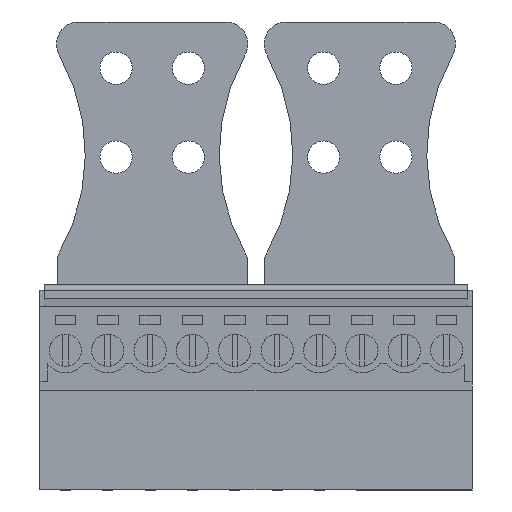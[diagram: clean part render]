
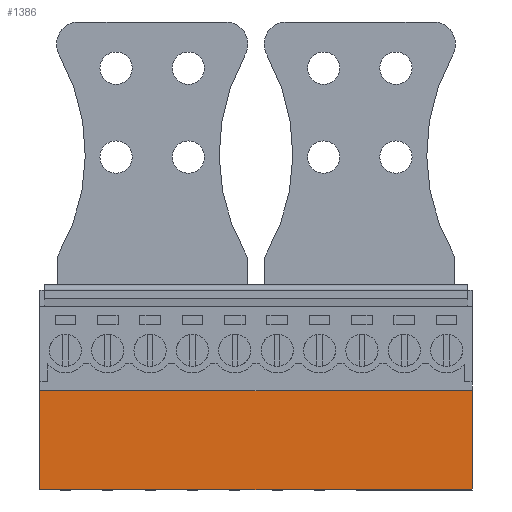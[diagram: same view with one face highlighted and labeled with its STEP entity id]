
A CAD part, front view. The second image highlights one B-rep face of the part: STEP entity #1386.
In plain terms, the highlighted planar face has unit normal (0, -1, 0).
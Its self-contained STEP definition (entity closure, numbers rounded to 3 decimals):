
#1366=AXIS2_PLACEMENT_3D('Plane Axis2P3D',#1363,#1364,#1365) ;
#70=CARTESIAN_POINT('Vertex',(38.89,0.66,8.95)) ;
#73=CARTESIAN_POINT('Line Origine',(38.89,0.66,4.475)) ;
#77=CARTESIAN_POINT('Vertex',(38.89,0.66,0.)) ;
#1347=CARTESIAN_POINT('Vertex',(0.,0.66,8.95)) ;
#1350=CARTESIAN_POINT('Line Origine',(19.445,0.66,8.95)) ;
#1363=CARTESIAN_POINT('Axis2P3D Location',(16.03,0.66,8.95)) ;
#1368=CARTESIAN_POINT('Line Origine',(0.,0.66,4.475)) ;
#1372=CARTESIAN_POINT('Vertex',(0.,0.66,0.)) ;
#1375=CARTESIAN_POINT('Line Origine',(19.445,0.66,0.)) ;
#74=DIRECTION('Vector Direction',(0.,0.,-1.)) ;
#1351=DIRECTION('Vector Direction',(-1.,0.,0.)) ;
#1364=DIRECTION('Axis2P3D Direction',(0.,1.,0.)) ;
#1365=DIRECTION('Axis2P3D XDirection',(-0.,0.,-1.)) ;
#1369=DIRECTION('Vector Direction',(0.,0.,-1.)) ;
#1376=DIRECTION('Vector Direction',(-1.,0.,0.)) ;
#75=VECTOR('Line Direction',#74,1.) ;
#1352=VECTOR('Line Direction',#1351,1.) ;
#1370=VECTOR('Line Direction',#1369,1.) ;
#1377=VECTOR('Line Direction',#1376,1.) ;
#1381=ORIENTED_EDGE('',*,*,#79,.F.) ;
#1382=ORIENTED_EDGE('',*,*,#1354,.T.) ;
#1383=ORIENTED_EDGE('',*,*,#1374,.T.) ;
#1384=ORIENTED_EDGE('',*,*,#1379,.F.) ;
#1386=ADVANCED_FACE('HOUSING',(#1385),#1367,.F.) ;
#79=EDGE_CURVE('',#71,#78,#76,.T.) ;
#1354=EDGE_CURVE('',#71,#1348,#1353,.T.) ;
#1374=EDGE_CURVE('',#1348,#1373,#1371,.T.) ;
#1379=EDGE_CURVE('',#78,#1373,#1378,.T.) ;
#1380=EDGE_LOOP('',(#1381,#1382,#1383,#1384)) ;
#1385=FACE_OUTER_BOUND('',#1380,.T.) ;
#76=LINE('Line',#73,#75) ;
#1353=LINE('Line',#1350,#1352) ;
#1371=LINE('Line',#1368,#1370) ;
#1378=LINE('Line',#1375,#1377) ;
#1367=PLANE('',#1366) ;
#71=VERTEX_POINT('',#70) ;
#78=VERTEX_POINT('',#77) ;
#1348=VERTEX_POINT('',#1347) ;
#1373=VERTEX_POINT('',#1372) ;
